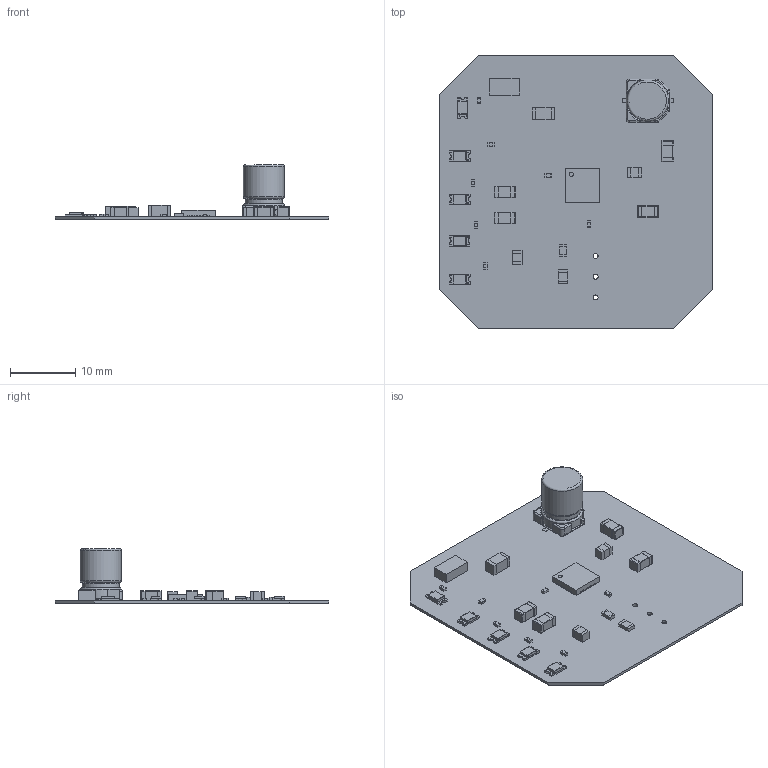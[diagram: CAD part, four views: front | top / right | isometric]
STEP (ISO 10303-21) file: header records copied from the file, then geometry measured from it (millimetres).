
FILE_DESCRIPTION(('Open CASCADE Model'),'2;1');
FILE_NAME('Open CASCADE Shape Model','2022-01-21T17:07:03',('Author'),( 'Open CASCADE'),'Open CASCADE STEP processor 6.8','Open CASCADE 6.8' ,'Unknown');
FILE_SCHEMA(('AUTOMOTIVE_DESIGN { 1 0 10303 214 1 1 1 1 }'));
Length unit declared in the file: millimetre
Products named in the file (72): PCB; Board; Open CASCADE STEP translator 6.8 1.1.1; Open CASCADE STEP translator 6.8 1.2; 2078537882144; Extruded; R12; 2078537880544; 2078537880784; R11; R10; R9; 2078537877424; R7; D5; WL-SMCW_1206_LED; housing; marking; cover; base; D4; D3; D2; D1; R3; U1; 2078453390176; Open_CASCADE_STEP_translator_6.8_2.1; Body; Open_CASCADE_STEP_translator_6.8_2.2.1; Pin_Shape; Open_CASCADE_STEP_translator_6.8_2.3.1; R8; 2078537879744; 2078537879504; R6; 2078537878304; 2078537878064; R5; 2078537880384 ...
Assembly tree (128 placements, depth 5):
  PCB
    Board
      Open CASCADE STEP translator 6.8 1.1.1
    Open CASCADE STEP translator 6.8 1.2
      2078537882144
        Extruded
    R12
      2078537880544
        Extruded
      2078537880784  x2
        Extruded
    R11
      2078537880544
        Extruded
      2078537880784  x2
        Extruded
    R10
      2078537880544
        Extruded
      2078537880784  x2
        Extruded
    R9
      2078537880544
        Extruded
      2078537877424  x2
        Extruded
    R7
      2078537880544
        Extruded
      2078537880784  x2
        Extruded
    D5
      WL-SMCW_1206_LED
        housing
        marking  x2
        cover
        base  x2
    D4
      WL-SMCW_1206_LED
        housing
        marking  x2
        cover
        base  x2
    D3
      WL-SMCW_1206_LED
        housing
        marking  x2
        cover
        base  x2
    D2
      WL-SMCW_1206_LED
        housing
        marking  x2
        cover
        base  x2
    D1
      WL-SMCW_1206_LED
        housing
        marking  x2
        cover
Bounding box: 42 x 42 x 8.41 mm (x, y, z)
Volume: 1065.4 mm3; surface area: 4260.3 mm2
Topology: 110 solids, 111 shells, 1363 faces, 3013 edges, 1813 vertices
Faces by surface type: plane 1108, cylinder 182, sphere 64, torus 9
Full cylindrical faces by diameter (mm): 0.644 x1, 0.762 x3, 5.7 x1, 6.3 x2
Entity records: 13013 total; most frequent: CARTESIAN_POINT 1958, DIRECTION 1911, ORIENTED_EDGE 1565, EDGE_CURVE 783, AXIS2_PLACEMENT_3D 656, LINE 599, VECTOR 599, VERTEX_POINT 481
